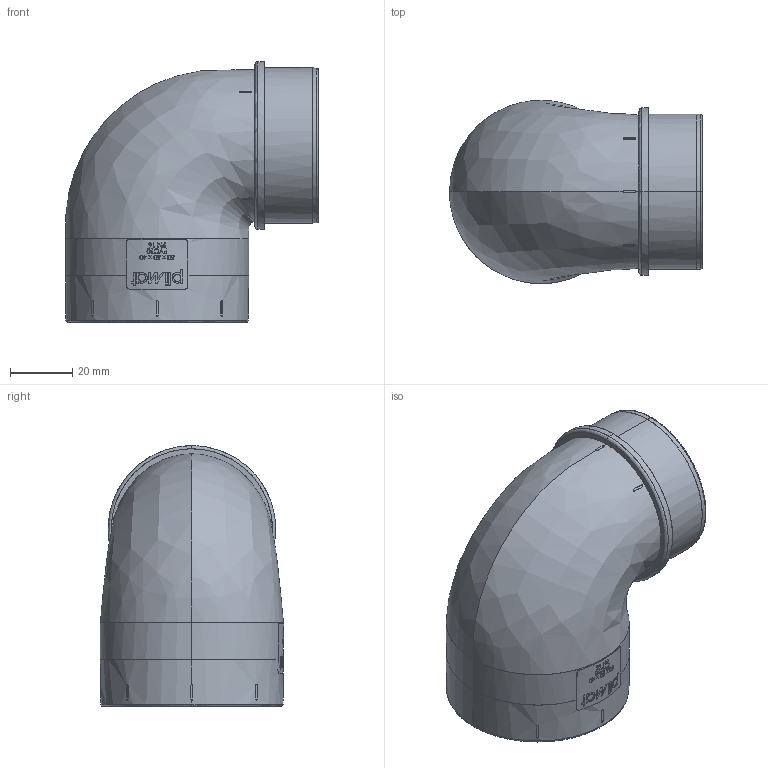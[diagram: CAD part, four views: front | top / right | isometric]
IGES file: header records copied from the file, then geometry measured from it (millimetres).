
Start section: SolidWorks IGES file using NURBS representation for surfaces
Global section: file name: 01 05 1234 012.IGS; native system: SolidWorks 2014; preprocessor: SolidWorks 2014; author: Fabio; date: 141111.091600; units: millimetre
Bounding box: 81.51 x 59.1 x 84 mm (x, y, z)
Surface area: 32821.5 mm2 (no closed solid volume)
Topology: 0 solids, 0 shells, 428 faces, 5621 edges, 5611 vertices
Faces by surface type: bspline 428
